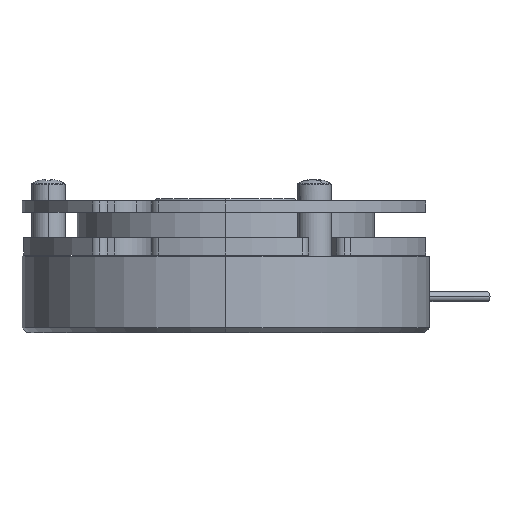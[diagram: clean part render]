
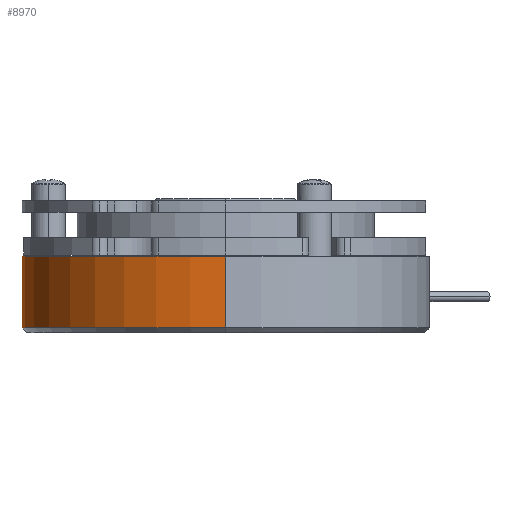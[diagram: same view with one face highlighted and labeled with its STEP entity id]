
A CAD part, left-side view. The second image highlights one B-rep face of the part: STEP entity #8970.
In plain terms, the highlighted cylindrical face has radius 42.5 mm (diameter 85 mm), a partial arc.
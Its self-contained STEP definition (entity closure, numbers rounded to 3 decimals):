
#4704 = CARTESIAN_POINT ( 'NONE',  ( -42.5, 0., 1. ) ) ;
#4720 = CARTESIAN_POINT ( 'NONE',  ( 42.5, 0., 1. ) ) ;
#6325 = DIRECTION ( 'NONE',  ( 0., 0., -1. ) ) ;
#6326 = VECTOR ( 'NONE', #6325, 1000. ) ;
#6328 = LINE ( 'NONE', #6376, #6326 ) ;
#6376 = CARTESIAN_POINT ( 'NONE',  ( -42.5, 0., 16. ) ) ;
#7170 = CARTESIAN_POINT ( 'NONE',  ( 0., 0., 1. ) ) ;
#7171 = CIRCLE ( 'NONE', #7175, 42.5 ) ;
#7174 = DIRECTION ( 'NONE',  ( 1., 0., 0. ) ) ;
#7175 = AXIS2_PLACEMENT_3D ( 'NONE', #7170, #7195, #7174 ) ;
#7195 = DIRECTION ( 'NONE',  ( 0., 0., 1. ) ) ;
#8592 = VERTEX_POINT ( 'NONE', #4720 ) ;
#8597 = VERTEX_POINT ( 'NONE', #4704 ) ;
#8754 = EDGE_CURVE ( 'NONE', #8969, #8597, #6328, .T. ) ;
#8820 = EDGE_CURVE ( 'NONE', #8592, #8597, #7171, .T. ) ;
#8906 = ORIENTED_EDGE ( 'NONE', *, *, #8820, .T. ) ;
#8908 = ORIENTED_EDGE ( 'NONE', *, *, #8973, .T. ) ;
#8954 = ORIENTED_EDGE ( 'NONE', *, *, #8955, .F. ) ;
#8955 = EDGE_CURVE ( 'NONE', #8968, #8969, #11067, .T. ) ;
#8967 = EDGE_LOOP ( 'NONE', ( #8954, #8908, #8906, #8971 ) ) ;
#8968 = VERTEX_POINT ( 'NONE', #10979 ) ;
#8969 = VERTEX_POINT ( 'NONE', #11015 ) ;
#8970 = ADVANCED_FACE ( 'NONE', ( #11014 ), #10983, .T. ) ;
#8971 = ORIENTED_EDGE ( 'NONE', *, *, #8754, .F. ) ;
#8973 = EDGE_CURVE ( 'NONE', #8968, #8592, #10452, .T. ) ;
#10300 = DIRECTION ( 'NONE',  ( -1., 0., 0. ) ) ;
#10449 = DIRECTION ( 'NONE',  ( 0., 0., -1. ) ) ;
#10450 = VECTOR ( 'NONE', #10449, 1000. ) ;
#10451 = CARTESIAN_POINT ( 'NONE',  ( 42.5, 0., 16. ) ) ;
#10452 = LINE ( 'NONE', #10451, #10450 ) ;
#10979 = CARTESIAN_POINT ( 'NONE',  ( 42.5, 0., 16. ) ) ;
#10980 = DIRECTION ( 'NONE',  ( 0., 0., -1. ) ) ;
#10981 = CARTESIAN_POINT ( 'NONE',  ( 0., 0., 16. ) ) ;
#10982 = AXIS2_PLACEMENT_3D ( 'NONE', #10981, #10980, #10300 ) ;
#10983 = CYLINDRICAL_SURFACE ( 'NONE', #10982, 42.5 ) ;
#11014 = FACE_OUTER_BOUND ( 'NONE', #8967, .T. ) ;
#11015 = CARTESIAN_POINT ( 'NONE',  ( -42.5, 0., 16. ) ) ;
#11045 = DIRECTION ( 'NONE',  ( 1., 0., 0. ) ) ;
#11057 = DIRECTION ( 'NONE',  ( 0., 0., 1. ) ) ;
#11058 = CARTESIAN_POINT ( 'NONE',  ( 0., 0., 16. ) ) ;
#11059 = AXIS2_PLACEMENT_3D ( 'NONE', #11058, #11057, #11045 ) ;
#11067 = CIRCLE ( 'NONE', #11059, 42.5 ) ;
